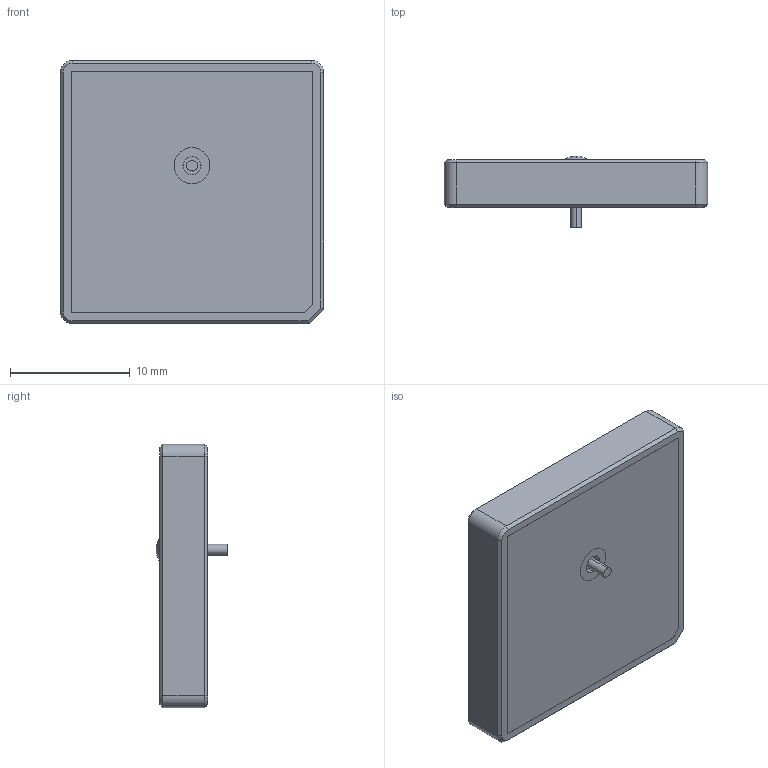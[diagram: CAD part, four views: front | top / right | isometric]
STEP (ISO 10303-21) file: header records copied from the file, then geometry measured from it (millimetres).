
FILE_DESCRIPTION (( 'STEP AP214' ), '1' );
FILE_NAME ('SXP.22.4.A.02_Web.STEP', '2022-03-21T16:39:48', ( '' ), ( '' ), 'SwSTEP 2.0', 'SolidWorks 2018', '' );
FILE_SCHEMA (( 'AUTOMOTIVE_DESIGN' ));
Length unit declared in the file: millimetre
Products named in the file (1): SXP.22.4.A.02_Web
Bounding box: 22 x 6 x 22 mm (x, y, z)
Volume: 1933 mm3; surface area: 1296.5 mm2
Topology: 1 solids, 1 shells, 296 faces, 758 edges, 499 vertices
Faces by surface type: plane 175, bspline 91, cylinder 22, cone 6, torus 2
Entity records: 13783 total; most frequent: CARTESIAN_POINT 6473, ORIENTED_EDGE 1512, DIRECTION 1040, EDGE_CURVE 756, VECTOR 520, LINE 520, VERTEX_POINT 499, EDGE_LOOP 333
